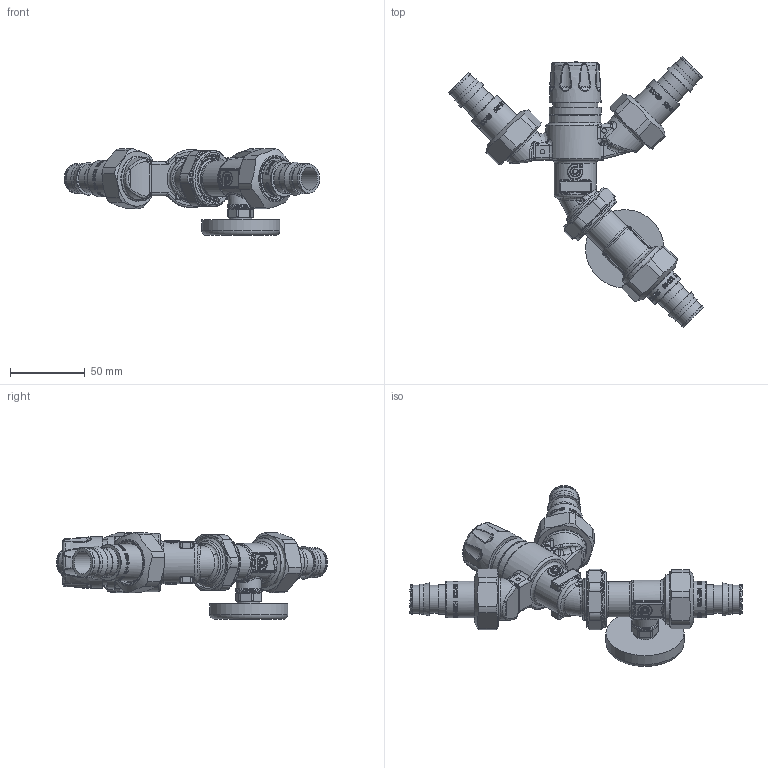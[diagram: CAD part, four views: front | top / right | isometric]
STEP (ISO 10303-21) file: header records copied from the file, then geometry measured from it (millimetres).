
FILE_DESCRIPTION(/* description */ (''),/* implementation_level */ '2;1');
FILE_NAME(/* name */ '520515AC.stp',/* time_stamp */ '2025-08-19T09:41:34-05:00',/* author */ ('ischreiner'),/* organization */ (''),/* preprocessor_version */ 'ST-DEVELOPER v20',/* originating_system */ 'Autodesk Inventor 2025',/* authorisation */ '');
FILE_SCHEMA (('AUTOMOTIVE_DESIGN { 1 0 10303 214 3 1 1 }'));
Products named in the file (7): 520515AC; New 520051A body; NA10358_Simplify_1; F61008 - 1 inch union nut; F0002108 PEX 1960 tailpiece 0.75 inch; F0015062 TP 0.75 inch PEX EXP for check; Neoperl OV20
Assembly tree (10 placements, depth 2):
  520515AC
    New 520051A body
    NA10358_Simplify_1
    F61008 - 1 inch union nut  x3
    F0002108 PEX 1960 tailpiece 0.75 inch
    F0015062 TP 0.75 inch PEX EXP for check  x2
    Neoperl OV20  x2
Bounding box: 170.55 x 181.15 x 57.97 mm (x, y, z)
Volume: 242964.9 mm3; surface area: 82695.3 mm2
Topology: 16 solids, 16 shells, 3487 faces, 8907 edges, 5518 vertices
Faces by surface type: plane 1255, bspline 1136, cylinder 643, torus 230, sphere 112, cone 111
Full cylindrical faces by diameter (mm): 3 x2, 5.24 x2, 9.017 x1, 11.176 x1, 11.227 x1, 12.6 x2, 12.954 x1, 13.6 x1, 15.24 x1, 15.367 x3, 15.875 x1, 16.55 x2, 17 x1, 18 x1, 18.745 x6, 19.55 x2, 19.6 x4, 19.609 x3, 19.99 x1, 20.091 x7, 20.701 x2, 21.996 x2, 23.5 x1, 24 x1, 24.384 x3, 26.924 x3, 27.686 x3, 27.7 x1, 28 x2, 29.515 x2
Entity records: 130814 total; most frequent: CARTESIAN_POINT 71582, ORIENTED_EDGE 13056, DIRECTION 10479, EDGE_CURVE 6528, VERTEX_POINT 4032, AXIS2_PLACEMENT_3D 3987, EDGE_LOOP 2816, FACE_OUTER_BOUND 2658
